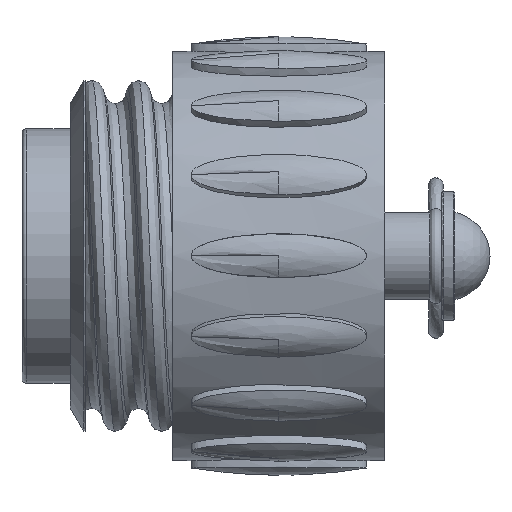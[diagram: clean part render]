
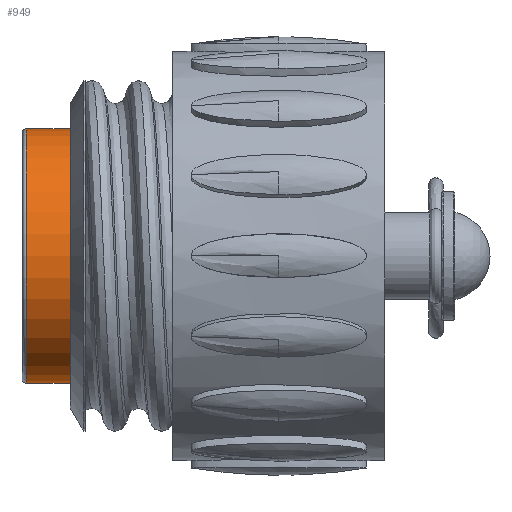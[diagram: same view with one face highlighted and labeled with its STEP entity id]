
A CAD part, top view. The second image highlights one B-rep face of the part: STEP entity #949.
In plain terms, the highlighted cylindrical face has radius 8.7 mm (diameter 17.4 mm), a full revolution.
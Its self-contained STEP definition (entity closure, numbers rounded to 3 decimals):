
#949=ADVANCED_FACE('',(#1156,#1157),#1015,.T.);
#1015=CYLINDRICAL_SURFACE('',#2716,8.7);
#1156=FACE_BOUND('',#1361,.T.);
#1157=FACE_BOUND('',#1362,.T.);
#1361=EDGE_LOOP('',(#1807));
#1362=EDGE_LOOP('',(#1808));
#1807=ORIENTED_EDGE('',*,*,#2316,.F.);
#1808=ORIENTED_EDGE('',*,*,#2418,.T.);
#2078=VERTEX_POINT('',#8927);
#2156=VERTEX_POINT('',#10669);
#2316=EDGE_CURVE('',#2078,#2078,#2519,.T.);
#2418=EDGE_CURVE('',#2156,#2156,#2585,.T.);
#2519=CIRCLE('',#2606,8.7);
#2585=CIRCLE('',#2715,8.7);
#2606=AXIS2_PLACEMENT_3D('',#8926,#2818,#2819);
#2715=AXIS2_PLACEMENT_3D('',#10668,#3058,#3059);
#2716=AXIS2_PLACEMENT_3D('',#10670,#3060,#3061);
#2818=DIRECTION('',(1.,0.,0.));
#2819=DIRECTION('',(0.,0.,1.));
#3058=DIRECTION('',(1.,0.,0.));
#3059=DIRECTION('',(0.,0.,1.));
#3060=DIRECTION('',(1.,0.,0.));
#3061=DIRECTION('',(0.,0.,-1.));
#8926=CARTESIAN_POINT('',(53.15,6.691,2.095));
#8927=CARTESIAN_POINT('',(53.15,6.691,10.795));
#10668=CARTESIAN_POINT('',(50.141,6.691,2.095));
#10669=CARTESIAN_POINT('',(50.141,6.691,10.795));
#10670=CARTESIAN_POINT('',(75.65,6.691,2.095));
